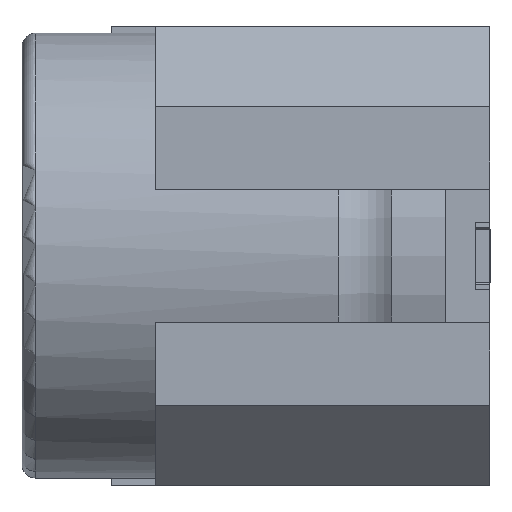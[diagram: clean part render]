
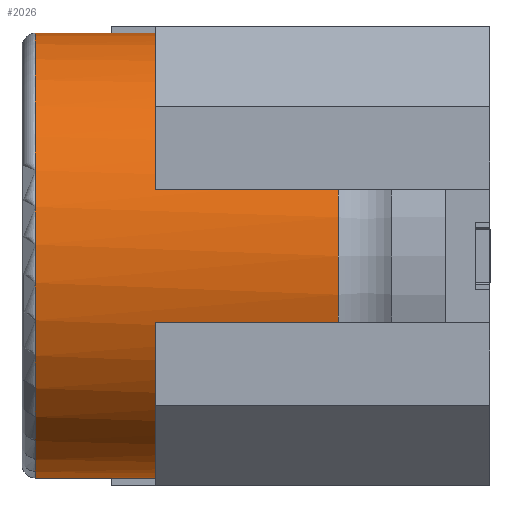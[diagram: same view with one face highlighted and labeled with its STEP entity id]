
A CAD part, left-side view. The second image highlights one B-rep face of the part: STEP entity #2026.
In plain terms, the highlighted cylindrical face has radius 5 mm (diameter 10 mm), a full revolution.
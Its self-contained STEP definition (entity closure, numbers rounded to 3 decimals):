
#50=FACE_BOUND('',#260,.T.);
#153=FACE_OUTER_BOUND('',#259,.T.);
#259=EDGE_LOOP('',(#1364));
#260=EDGE_LOOP('',(#1365));
#850=CIRCLE('',#2220,5.);
#851=CIRCLE('',#2222,5.);
#889=VERTEX_POINT('',#2929);
#890=VERTEX_POINT('',#2932);
#1079=EDGE_CURVE('',#889,#889,#850,.T.);
#1080=EDGE_CURVE('',#890,#890,#851,.T.);
#1364=ORIENTED_EDGE('',*,*,#1080,.F.);
#1365=ORIENTED_EDGE('',*,*,#1079,.F.);
#1904=CYLINDRICAL_SURFACE('',#2221,5.);
#2026=ADVANCED_FACE('',(#153,#50),#1904,.T.);
#2220=AXIS2_PLACEMENT_3D('',#2930,#2388,#2389);
#2221=AXIS2_PLACEMENT_3D('',#2931,#2390,#2391);
#2222=AXIS2_PLACEMENT_3D('',#2933,#2392,#2393);
#2388=DIRECTION('center_axis',(0.,1.,0.));
#2389=DIRECTION('ref_axis',(-1.,0.,0.));
#2390=DIRECTION('center_axis',(0.,-1.,0.));
#2391=DIRECTION('ref_axis',(1.,0.,0.));
#2392=DIRECTION('center_axis',(0.,-1.,0.));
#2393=DIRECTION('ref_axis',(1.,0.,0.));
#2929=CARTESIAN_POINT('',(5.,9.2,0.));
#2930=CARTESIAN_POINT('Origin',(0.,9.2,0.));
#2931=CARTESIAN_POINT('Origin',(0.,5.95,0.));
#2932=CARTESIAN_POINT('',(5.,2.4,0.));
#2933=CARTESIAN_POINT('Origin',(0.,2.4,0.));
